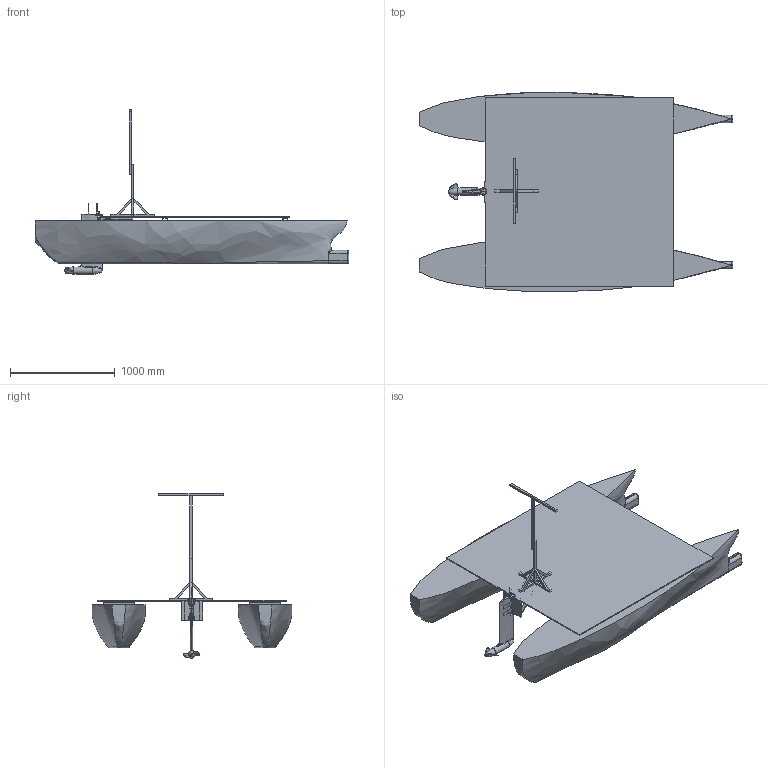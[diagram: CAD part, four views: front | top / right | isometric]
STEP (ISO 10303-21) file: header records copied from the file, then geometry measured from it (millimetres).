
FILE_DESCRIPTION(/* description */ (''),/* implementation_level */ '2;1');
FILE_NAME(/* name */ 'eb85f74d-4ae4-4209-8ca0-08086fa6c27b.stp',/* time_stamp */ '2020-07-02T09:33:36+00:00',/* author */ (''),/* organization */ (''),/* preprocessor_version */ 'ST-DEVELOPER v18.1',/* originating_system */ 'Autodesk Translation Framework v9.3.0.1241',/* authorisation */ '');
FILE_SCHEMA (('AUTOMOTIVE_DESIGN { 1 0 10303 214 3 1 1 }'));
Length unit declared in the file: centimetre
Products named in the file (5): Assambly_aquanaute; Platform; Hull; Motor; sensor_frame
Assembly tree (5 placements, depth 2):
  Assambly_aquanaute
    Platform
    Hull  x2
    Motor
    sensor_frame
Bounding box: 3000.33 x 1912.28 x 1572.65 mm (x, y, z)
Volume: 690054353.3 mm3; surface area: 15756790.4 mm2
Topology: 19 solids, 19 shells, 479 faces, 1286 edges, 858 vertices
Faces by surface type: plane 328, cylinder 83, bspline 62, cone 5, torus 1
Full cylindrical faces by diameter (mm): 4 x1, 5 x6, 6 x2, 8 x6, 10 x3, 19.5 x1, 20 x1, 21 x1, 70.3 x1
Entity records: 30590 total; most frequent: CARTESIAN_POINT 20083, ORIENTED_EDGE 2256, DIRECTION 1912, EDGE_CURVE 1128, LINE 818, VECTOR 818, VERTEX_POINT 753, AXIS2_PLACEMENT_3D 547
